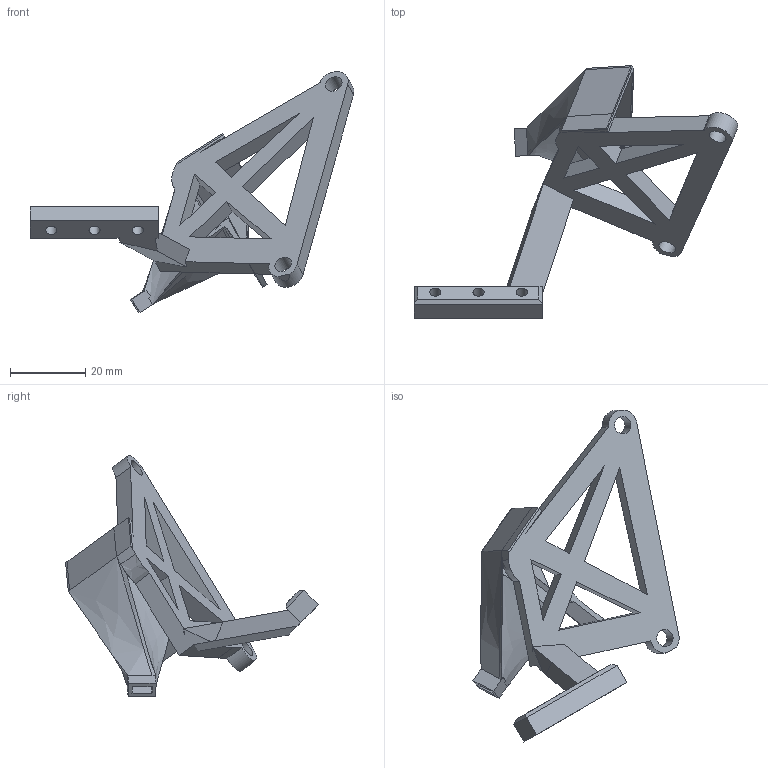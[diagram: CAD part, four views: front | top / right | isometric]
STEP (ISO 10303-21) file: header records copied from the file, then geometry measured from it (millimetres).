
FILE_DESCRIPTION(/* description */ (''),/* implementation_level */ '2;1');
FILE_NAME(/* name */ 'FAN_MOUNT (1x).step',/* time_stamp */ '2025-11-17T17:37:37+05:30',/* author */ (''),/* organization */ (''),/* preprocessor_version */ 'ST-DEVELOPER v20.1',/* originating_system */ 'Autodesk Translation Framework v14.21.0.0',/* authorisation */ '');
FILE_SCHEMA (('AUTOMOTIVE_DESIGN { 1 0 10303 214 3 1 1 }'));
Length unit declared in the file: millimetre
Products named in the file (1): FAN_MOUNT (1x)
Bounding box: 85.88 x 67.06 x 63.93 mm (x, y, z)
Volume: 11769.6 mm3; surface area: 11659 mm2
Topology: 1 solids, 3 shells, 166 faces, 492 edges, 323 vertices
Faces by surface type: plane 128, bspline 23, cylinder 15
Full cylindrical faces by diameter (mm): 3 x3, 4.6 x2
Entity records: 6211 total; most frequent: CARTESIAN_POINT 1956, ORIENTED_EDGE 984, DIRECTION 704, EDGE_CURVE 492, LINE 340, VECTOR 340, VERTEX_POINT 323, EDGE_LOOP 183
